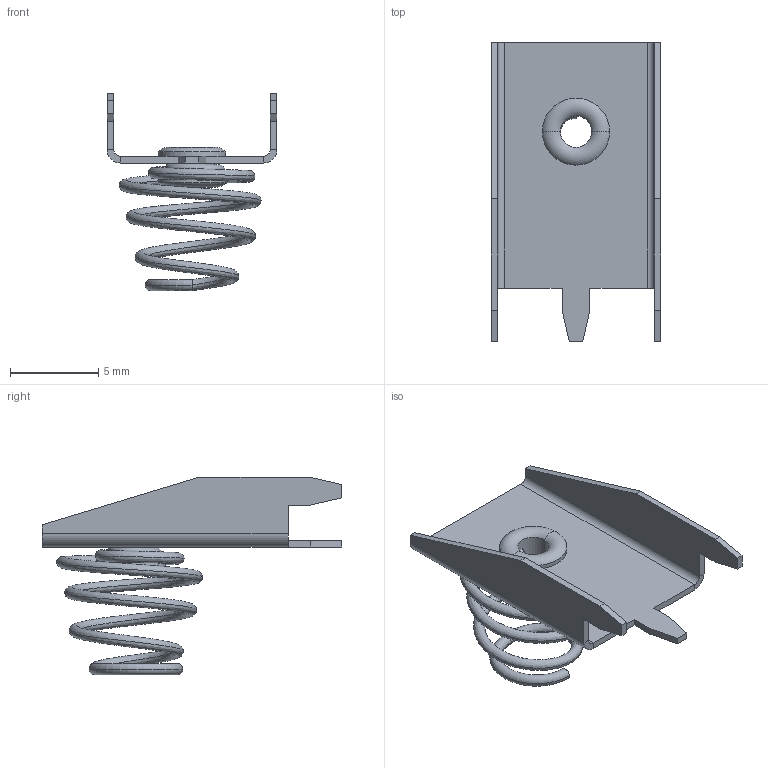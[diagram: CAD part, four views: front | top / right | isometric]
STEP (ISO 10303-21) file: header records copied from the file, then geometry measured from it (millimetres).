
FILE_DESCRIPTION (( 'STEP AP214' ), '1' );
FILE_NAME ('628.STEP', '2013-06-06T13:24:46', ( 'Richard Maletta' ), ( '' ), 'SwSTEP 2.0', 'SolidWorks 2009', '' );
FILE_SCHEMA (( 'AUTOMOTIVE_DESIGN' ));
Length unit declared in the file: millimetre
Products named in the file (1): 628
Bounding box: 9.65 x 17.02 x 11.21 mm (x, y, z)
Volume: 119.5 mm3; surface area: 700.8 mm2
Topology: 3 solids, 3 shells, 64 faces, 144 edges, 86 vertices
Faces by surface type: plane 38, cylinder 14, torus 6, bspline 6
Entity records: 4390 total; most frequent: CARTESIAN_POINT 2223, ORIENTED_EDGE 288, DIRECTION 284, EDGE_CURVE 144, AXIS2_PLACEMENT_3D 95, VECTOR 94, LINE 94, VERTEX_POINT 86
